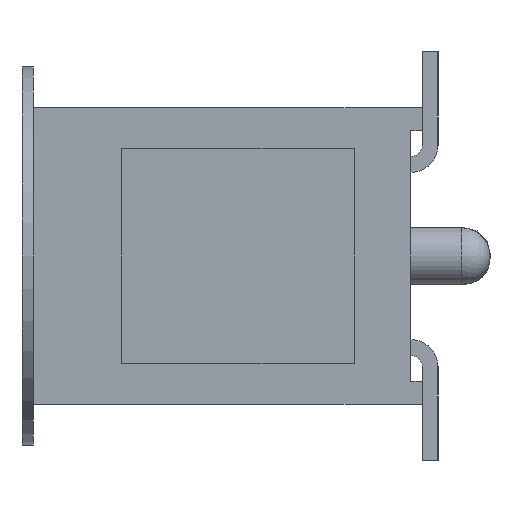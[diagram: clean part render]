
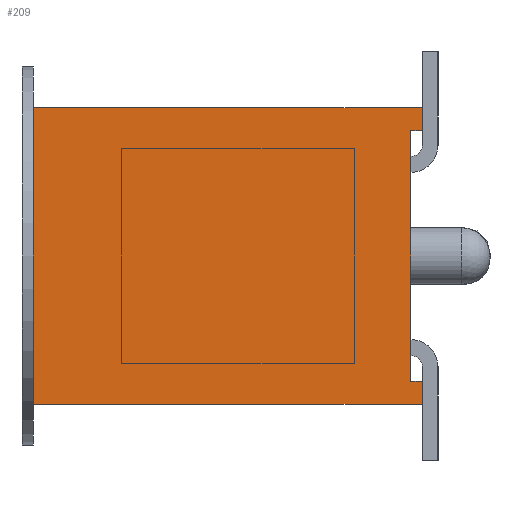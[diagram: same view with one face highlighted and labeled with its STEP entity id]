
A CAD part, left-side view. The second image highlights one B-rep face of the part: STEP entity #209.
In plain terms, the highlighted planar face has unit normal (-1, 0, 0).
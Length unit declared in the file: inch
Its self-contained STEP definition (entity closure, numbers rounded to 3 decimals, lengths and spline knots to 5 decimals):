
#209 = ADVANCED_FACE( '', ( #1240 ), #1241, .F. );
#1240 = FACE_OUTER_BOUND( '', #3546, .T. );
#1241 = PLANE( '', #3547 );
#3546 = EDGE_LOOP( '', ( #5823, #5824, #5825, #5826, #5827, #5828, #5829, #5830 ) );
#3547 = AXIS2_PLACEMENT_3D( '', #5831, #5832, #5833 );
#5823 = ORIENTED_EDGE( '', *, *, #14540, .T. );
#5824 = ORIENTED_EDGE( '', *, *, #14541, .T. );
#5825 = ORIENTED_EDGE( '', *, *, #14542, .F. );
#5826 = ORIENTED_EDGE( '', *, *, #14543, .F. );
#5827 = ORIENTED_EDGE( '', *, *, #14544, .T. );
#5828 = ORIENTED_EDGE( '', *, *, #14545, .T. );
#5829 = ORIENTED_EDGE( '', *, *, #14536, .T. );
#5830 = ORIENTED_EDGE( '', *, *, #14546, .T. );
#5831 = CARTESIAN_POINT( '', ( -0.42725, 0.172, -0.0655 ) );
#5832 = DIRECTION( '', ( 1., 0., 0. ) );
#5833 = DIRECTION( '', ( 0., 0., -1. ) );
#14536 = EDGE_CURVE( '', #17367, #17368, #17369, .T. );
#14540 = EDGE_CURVE( '', #17375, #17376, #17377, .T. );
#14541 = EDGE_CURVE( '', #17376, #17378, #17379, .T. );
#14542 = EDGE_CURVE( '', #17380, #17378, #17381, .T. );
#14543 = EDGE_CURVE( '', #17382, #17380, #17383, .T. );
#14544 = EDGE_CURVE( '', #17382, #17384, #17385, .T. );
#14545 = EDGE_CURVE( '', #17384, #17367, #17386, .T. );
#14546 = EDGE_CURVE( '', #17368, #17375, #17387, .T. );
#17367 = VERTEX_POINT( '', #22057 );
#17368 = VERTEX_POINT( '', #22058 );
#17369 = LINE( '', #22059, #22060 );
#17375 = VERTEX_POINT( '', #22069 );
#17376 = VERTEX_POINT( '', #22070 );
#17377 = LINE( '', #22071, #22072 );
#17378 = VERTEX_POINT( '', #22073 );
#17379 = LINE( '', #22074, #22075 );
#17380 = VERTEX_POINT( '', #22076 );
#17381 = LINE( '', #22077, #22078 );
#17382 = VERTEX_POINT( '', #22079 );
#17383 = LINE( '', #22080, #22081 );
#17384 = VERTEX_POINT( '', #22082 );
#17385 = LINE( '', #22083, #22084 );
#17386 = LINE( '', #22085, #22086 );
#17387 = LINE( '', #22087, #22088 );
#22057 = CARTESIAN_POINT( '', ( -0.42725, 0., -0.0555 ) );
#22058 = CARTESIAN_POINT( '', ( -0.42725, 0.005, -0.0555 ) );
#22059 = CARTESIAN_POINT( '', ( -0.42725, 0., -0.0555 ) );
#22060 = VECTOR( '', #29370, 39.37008 );
#22069 = CARTESIAN_POINT( '', ( -0.42725, 0.005, 0.0555 ) );
#22070 = CARTESIAN_POINT( '', ( -0.42725, 0., 0.0555 ) );
#22071 = CARTESIAN_POINT( '', ( -0.42725, 0.005, 0.0555 ) );
#22072 = VECTOR( '', #29374, 39.37008 );
#22073 = CARTESIAN_POINT( '', ( -0.42725, 0., 0.0655 ) );
#22074 = CARTESIAN_POINT( '', ( -0.42725, 0., -0.0655 ) );
#22075 = VECTOR( '', #29375, 39.37008 );
#22076 = CARTESIAN_POINT( '', ( -0.42725, 0.172, 0.0655 ) );
#22077 = CARTESIAN_POINT( '', ( -0.42725, 0.172, 0.0655 ) );
#22078 = VECTOR( '', #29376, 39.37008 );
#22079 = CARTESIAN_POINT( '', ( -0.42725, 0.172, -0.0655 ) );
#22080 = CARTESIAN_POINT( '', ( -0.42725, 0.172, -0.0655 ) );
#22081 = VECTOR( '', #29377, 39.37008 );
#22082 = CARTESIAN_POINT( '', ( -0.42725, 0., -0.0655 ) );
#22083 = CARTESIAN_POINT( '', ( -0.42725, 0.172, -0.0655 ) );
#22084 = VECTOR( '', #29378, 39.37008 );
#22085 = CARTESIAN_POINT( '', ( -0.42725, 0., -0.0655 ) );
#22086 = VECTOR( '', #29379, 39.37008 );
#22087 = CARTESIAN_POINT( '', ( -0.42725, 0.005, -0.0555 ) );
#22088 = VECTOR( '', #29380, 39.37008 );
#29370 = DIRECTION( '', ( 0., 1., 0. ) );
#29374 = DIRECTION( '', ( 0., -1., 0. ) );
#29375 = DIRECTION( '', ( 0., 0., 1. ) );
#29376 = DIRECTION( '', ( 0., -1., 0. ) );
#29377 = DIRECTION( '', ( 0., 0., 1. ) );
#29378 = DIRECTION( '', ( 0., -1., 0. ) );
#29379 = DIRECTION( '', ( 0., 0., 1. ) );
#29380 = DIRECTION( '', ( 0., 0., 1. ) );
